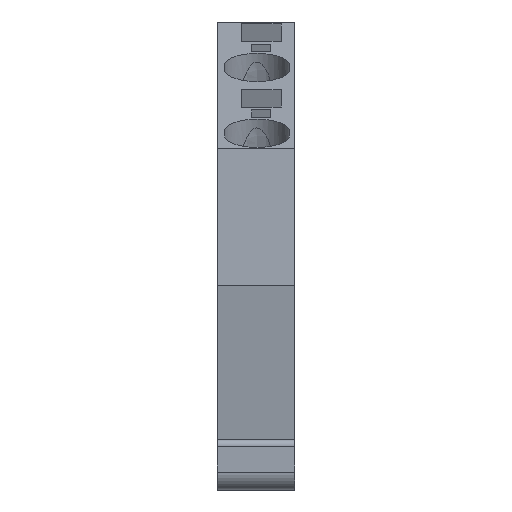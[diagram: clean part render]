
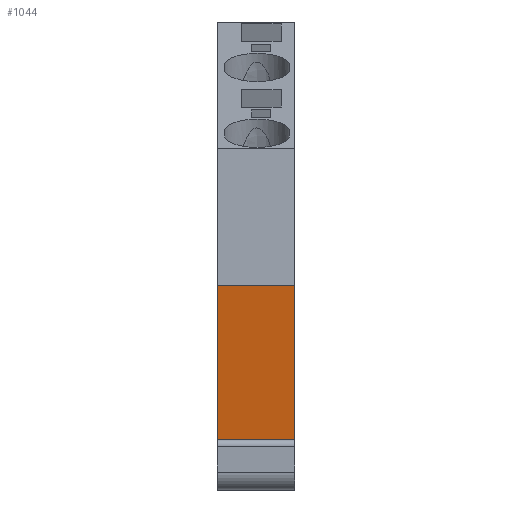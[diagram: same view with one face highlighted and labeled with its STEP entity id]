
A CAD part, front view. The second image highlights one B-rep face of the part: STEP entity #1044.
In plain terms, the highlighted planar face has unit normal (0, -0.985, -0.174).
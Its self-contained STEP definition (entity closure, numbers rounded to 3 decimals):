
#1009=AXIS2_PLACEMENT_3D('Plane Axis2P3D',#1006,#1007,#1008) ;
#389=CARTESIAN_POINT('Line Origine',(4.05,0.,21.482)) ;
#393=CARTESIAN_POINT('Vertex',(8.1,0.,21.482)) ;
#395=CARTESIAN_POINT('Vertex',(0.,0.,21.482)) ;
#1006=CARTESIAN_POINT('Axis2P3D Location',(0.,3.061,4.123)) ;
#1011=CARTESIAN_POINT('Line Origine',(0.5,3.061,4.123)) ;
#1015=CARTESIAN_POINT('Vertex',(1.,3.061,4.123)) ;
#1017=CARTESIAN_POINT('Vertex',(0.,3.061,4.123)) ;
#1020=CARTESIAN_POINT('Line Origine',(4.55,3.061,4.123)) ;
#1024=CARTESIAN_POINT('Vertex',(8.1,3.061,4.123)) ;
#1027=CARTESIAN_POINT('Line Origine',(8.1,1.53,12.803)) ;
#1032=CARTESIAN_POINT('Line Origine',(0.,1.53,12.803)) ;
#390=DIRECTION('Vector Direction',(-1.,0.,0.)) ;
#1007=DIRECTION('Axis2P3D Direction',(0.,-0.985,-0.174)) ;
#1008=DIRECTION('Axis2P3D XDirection',(0.,-0.174,0.985)) ;
#1012=DIRECTION('Vector Direction',(-1.,0.,0.)) ;
#1021=DIRECTION('Vector Direction',(1.,0.,0.)) ;
#1028=DIRECTION('Vector Direction',(0.,-0.174,0.985)) ;
#1033=DIRECTION('Vector Direction',(0.,-0.174,0.985)) ;
#391=VECTOR('Line Direction',#390,1.) ;
#1013=VECTOR('Line Direction',#1012,1.) ;
#1022=VECTOR('Line Direction',#1021,1.) ;
#1029=VECTOR('Line Direction',#1028,1.) ;
#1034=VECTOR('Line Direction',#1033,1.) ;
#1038=ORIENTED_EDGE('',*,*,#1019,.F.) ;
#1039=ORIENTED_EDGE('',*,*,#1026,.F.) ;
#1040=ORIENTED_EDGE('',*,*,#1031,.T.) ;
#1041=ORIENTED_EDGE('',*,*,#397,.T.) ;
#1042=ORIENTED_EDGE('',*,*,#1036,.F.) ;
#1044=ADVANCED_FACE('MLD',(#1043),#1010,.T.) ;
#397=EDGE_CURVE('',#394,#396,#392,.T.) ;
#1019=EDGE_CURVE('',#1016,#1018,#1014,.T.) ;
#1026=EDGE_CURVE('',#1025,#1016,#1023,.F.) ;
#1031=EDGE_CURVE('',#1025,#394,#1030,.T.) ;
#1036=EDGE_CURVE('',#1018,#396,#1035,.T.) ;
#1037=EDGE_LOOP('',(#1038,#1039,#1040,#1041,#1042)) ;
#1043=FACE_OUTER_BOUND('',#1037,.T.) ;
#392=LINE('Line',#389,#391) ;
#1014=LINE('Line',#1011,#1013) ;
#1023=LINE('Line',#1020,#1022) ;
#1030=LINE('Line',#1027,#1029) ;
#1035=LINE('Line',#1032,#1034) ;
#1010=PLANE('',#1009) ;
#394=VERTEX_POINT('',#393) ;
#396=VERTEX_POINT('',#395) ;
#1016=VERTEX_POINT('',#1015) ;
#1018=VERTEX_POINT('',#1017) ;
#1025=VERTEX_POINT('',#1024) ;
